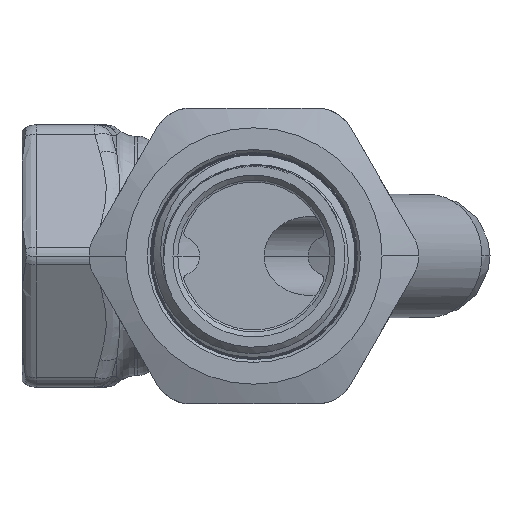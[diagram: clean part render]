
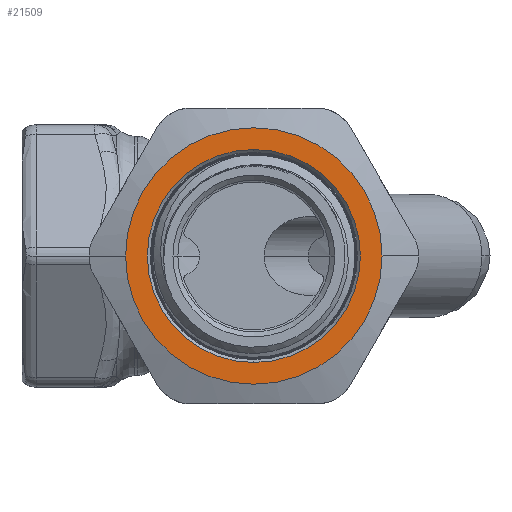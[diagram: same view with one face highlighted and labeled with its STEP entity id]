
A CAD part, front view. The second image highlights one B-rep face of the part: STEP entity #21509.
In plain terms, the highlighted planar face has unit normal (0, -1, 0).
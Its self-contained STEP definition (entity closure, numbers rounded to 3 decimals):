
#145=CARTESIAN_POINT('',(0.,-31.65,0.));
#146=DIRECTION('',(0.,-1.,0.));
#147=DIRECTION('',(-1.,0.,0.));
#148=AXIS2_PLACEMENT_3D('',#145,#146,#147);
#150=CARTESIAN_POINT('',(0.,-31.65,0.));
#151=DIRECTION('',(0.,-1.,0.));
#152=DIRECTION('',(1.,0.,0.));
#153=AXIS2_PLACEMENT_3D('',#150,#151,#152);
#10971=CARTESIAN_POINT('',(0.,-31.65,0.));
#10972=DIRECTION('',(0.,-1.,0.));
#10973=DIRECTION('',(0.,0.,-1.));
#10974=AXIS2_PLACEMENT_3D('',#10971,#10972,#10973);
#10989=CARTESIAN_POINT('',(0.,-31.65,0.));
#10990=DIRECTION('',(0.,-1.,0.));
#10991=DIRECTION('',(0.,0.,1.));
#10992=AXIS2_PLACEMENT_3D('',#10989,#10990,#10991);
#20683=CARTESIAN_POINT('',(0.,-31.65,10.8));
#20684=CARTESIAN_POINT('',(0.,-31.65,-10.8));
#20685=VERTEX_POINT('',#20683);
#20686=VERTEX_POINT('',#20684);
#20691=CARTESIAN_POINT('',(-13.,-31.65,0.));
#20692=CARTESIAN_POINT('',(13.,-31.65,0.));
#20693=VERTEX_POINT('',#20691);
#20694=VERTEX_POINT('',#20692);
#21493=CARTESIAN_POINT('',(0.,-31.65,0.));
#21494=DIRECTION('',(0.,1.,0.));
#21495=DIRECTION('',(1.,0.,0.));
#21496=AXIS2_PLACEMENT_3D('',#21493,#21494,#21495);
#21497=PLANE('',#21496);
#21498=ORIENTED_EDGE('',*,*,#21474,.F.);
#21500=ORIENTED_EDGE('',*,*,#21499,.F.);
#21501=EDGE_LOOP('',(#21498,#21500));
#21502=FACE_OUTER_BOUND('',#21501,.F.);
#21504=ORIENTED_EDGE('',*,*,#21503,.T.);
#21506=ORIENTED_EDGE('',*,*,#21505,.T.);
#21507=EDGE_LOOP('',(#21504,#21506));
#21508=FACE_BOUND('',#21507,.F.);
#21509=ADVANCED_FACE('',(#21502,#21508),#21497,.F.);
#149=CIRCLE('',#148,13.);
#154=CIRCLE('',#153,13.);
#10975=CIRCLE('',#10974,10.8);
#10993=CIRCLE('',#10992,10.8);
#21474=EDGE_CURVE('',#20693,#20694,#149,.T.);
#21499=EDGE_CURVE('',#20694,#20693,#154,.T.);
#21503=EDGE_CURVE('',#20685,#20686,#10993,.T.);
#21505=EDGE_CURVE('',#20686,#20685,#10975,.T.);
